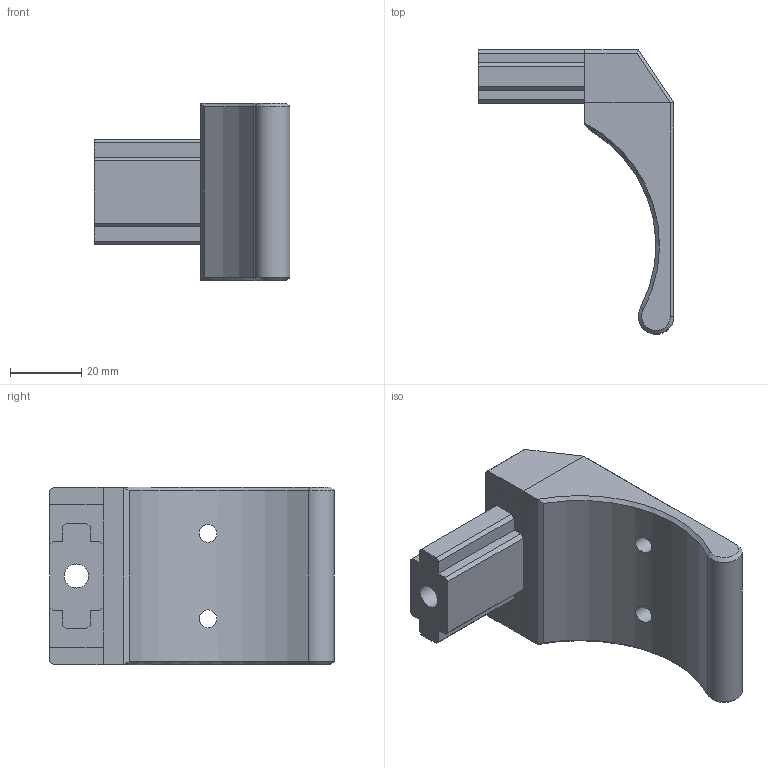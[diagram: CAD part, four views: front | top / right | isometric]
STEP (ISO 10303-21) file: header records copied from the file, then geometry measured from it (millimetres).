
FILE_DESCRIPTION(('FreeCAD Model'),'2;1');
FILE_NAME('Open CASCADE Shape Model','2025-01-06T11:45:18',(''),(''), 'Open CASCADE STEP processor 7.6','FreeCAD','Unknown');
FILE_SCHEMA(('AUTOMOTIVE_DESIGN { 1 0 10303 214 1 1 1 1 }'));
Length unit declared in the file: millimetre
Products named in the file (1): Тіло
Bounding box: 55 x 80 x 50 mm (x, y, z)
Volume: 58379.8 mm3; surface area: 15170 mm2
Topology: 1 solids, 1 shells, 54 faces, 146 edges, 94 vertices
Faces by surface type: plane 43, cylinder 6, cone 5
Full cylindrical faces by diameter (mm): 5 x2, 6.8 x1, 9 x1
Entity records: 1798 total; most frequent: CARTESIAN_POINT 401, ORIENTED_EDGE 292, DIRECTION 268, EDGE_CURVE 146, LINE 126, VECTOR 126, VERTEX_POINT 94, AXIS2_PLACEMENT_3D 71
